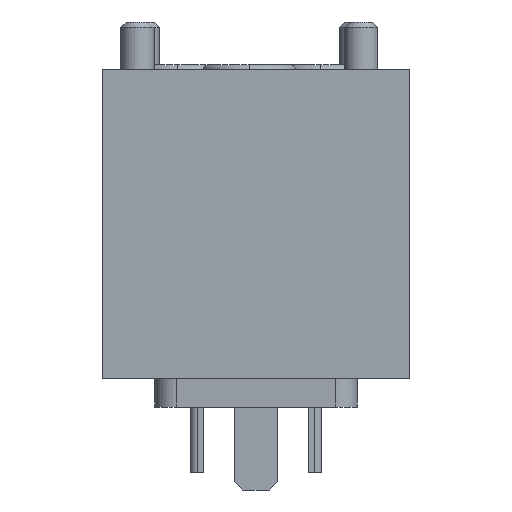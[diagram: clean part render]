
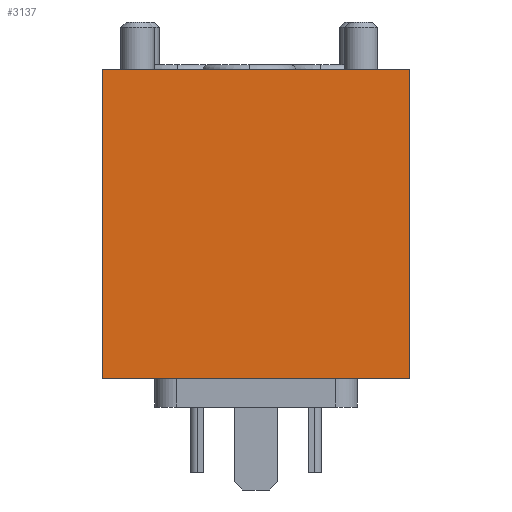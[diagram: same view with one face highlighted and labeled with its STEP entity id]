
A CAD part, front view. The second image highlights one B-rep face of the part: STEP entity #3137.
In plain terms, the highlighted planar face has unit normal (0, -1, 0).
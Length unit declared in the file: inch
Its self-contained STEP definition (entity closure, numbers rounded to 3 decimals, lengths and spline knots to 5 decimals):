
#107=DIRECTION('',(0.,0.,1.));
#108=VECTOR('',#107,1.77);
#109=CARTESIAN_POINT('',(0.88,-1.22,-0.885));
#110=LINE('',#109,#108);
#115=DIRECTION('',(0.,0.,1.));
#116=VECTOR('',#115,1.77);
#117=CARTESIAN_POINT('',(-0.88,-1.22,-0.885));
#118=LINE('',#117,#116);
#119=DIRECTION('',(-1.,0.,0.));
#120=VECTOR('',#119,1.76);
#121=CARTESIAN_POINT('',(0.88,-1.22,-0.885));
#122=LINE('',#121,#120);
#177=DIRECTION('',(-1.,0.,0.));
#178=VECTOR('',#177,1.76);
#179=CARTESIAN_POINT('',(0.88,-1.22,0.885));
#180=LINE('',#179,#178);
#2330=CARTESIAN_POINT('',(-0.88,-1.22,-0.885));
#2332=VERTEX_POINT('',#2330);
#2333=CARTESIAN_POINT('',(0.88,-1.22,-0.885));
#2334=VERTEX_POINT('',#2333);
#2351=CARTESIAN_POINT('',(-0.88,-1.22,0.885));
#2352=VERTEX_POINT('',#2351);
#2363=CARTESIAN_POINT('',(0.88,-1.22,0.885));
#2364=VERTEX_POINT('',#2363);
#3125=CARTESIAN_POINT('',(-0.88,-1.22,0.885));
#3126=DIRECTION('',(0.,-1.,0.));
#3127=DIRECTION('',(0.,0.,-1.));
#3128=AXIS2_PLACEMENT_3D('',#3125,#3126,#3127);
#3129=PLANE('',#3128);
#3130=ORIENTED_EDGE('',*,*,#3060,.T.);
#3132=ORIENTED_EDGE('',*,*,#3131,.F.);
#3133=ORIENTED_EDGE('',*,*,#3111,.F.);
#3134=ORIENTED_EDGE('',*,*,#3012,.T.);
#3135=EDGE_LOOP('',(#3130,#3132,#3133,#3134));
#3136=FACE_OUTER_BOUND('',#3135,.F.);
#3012=EDGE_CURVE('',#2334,#2332,#122,.T.);
#3060=EDGE_CURVE('',#2332,#2352,#118,.T.);
#3111=EDGE_CURVE('',#2334,#2364,#110,.T.);
#3131=EDGE_CURVE('',#2364,#2352,#180,.T.);
#3137=ADVANCED_FACE('',(#3136),#3129,.T.);
